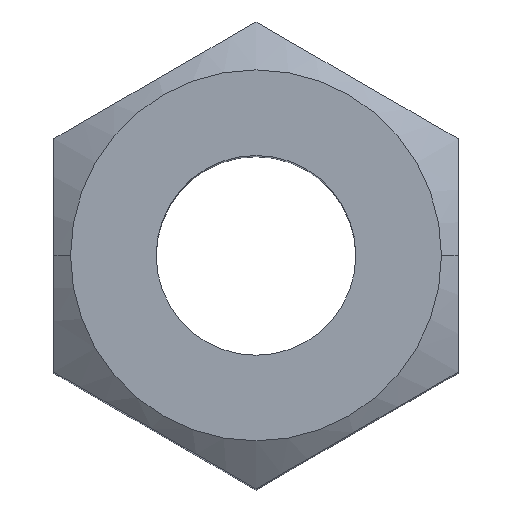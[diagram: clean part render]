
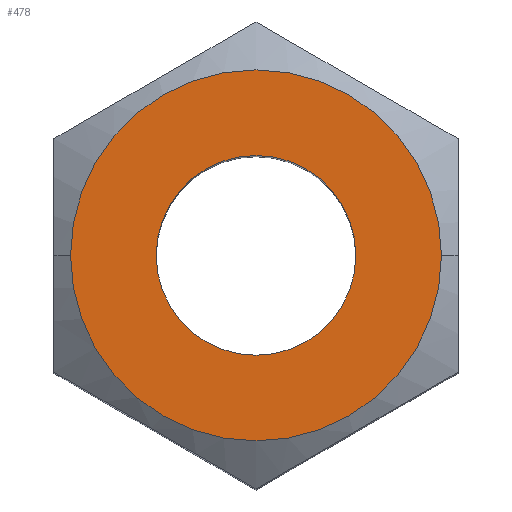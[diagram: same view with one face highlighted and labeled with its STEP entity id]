
A CAD part, top view. The second image highlights one B-rep face of the part: STEP entity #478.
In plain terms, the highlighted planar face has unit normal (0, 0, 1).
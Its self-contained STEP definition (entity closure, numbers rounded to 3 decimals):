
#19 = ORIENTED_EDGE ( 'NONE', *, *, #224, .F. ) ;
#25 = VERTEX_POINT ( 'NONE', #277 ) ;
#30 = AXIS2_PLACEMENT_3D ( 'NONE', #433, #391, #293 ) ;
#35 = EDGE_CURVE ( 'NONE', #248, #25, #295, .T. ) ;
#43 = VERTEX_POINT ( 'NONE', #384 ) ;
#45 = CARTESIAN_POINT ( 'NONE',  ( 0., 0., 30. ) ) ;
#55 = AXIS2_PLACEMENT_3D ( 'NONE', #45, #608, #182 ) ;
#66 = EDGE_LOOP ( 'NONE', ( #143, #300 ) ) ;
#69 = AXIS2_PLACEMENT_3D ( 'NONE', #195, #197, #199 ) ;
#76 = EDGE_CURVE ( 'NONE', #25, #248, #374, .T. ) ;
#94 = CIRCLE ( 'NONE', #358, 4.2 ) ;
#108 = CIRCLE ( 'NONE', #69, 4.2 ) ;
#143 = ORIENTED_EDGE ( 'NONE', *, *, #35, .F. ) ;
#162 = ORIENTED_EDGE ( 'NONE', *, *, #490, .F. ) ;
#182 = DIRECTION ( 'NONE',  ( -1., 0., 0. ) ) ;
#184 = DIRECTION ( 'NONE',  ( 0., 0., -1. ) ) ;
#195 = CARTESIAN_POINT ( 'NONE',  ( 0., 0., 30. ) ) ;
#197 = DIRECTION ( 'NONE',  ( 0., 0., 1. ) ) ;
#199 = DIRECTION ( 'NONE',  ( 1., 0., 0. ) ) ;
#224 = EDGE_CURVE ( 'NONE', #623, #43, #94, .T. ) ;
#248 = VERTEX_POINT ( 'NONE', #557 ) ;
#277 = CARTESIAN_POINT ( 'NONE',  ( 7.799, 0., 30. ) ) ;
#293 = DIRECTION ( 'NONE',  ( 1., 0., 0. ) ) ;
#295 = CIRCLE ( 'NONE', #598, 7.799 ) ;
#298 = FACE_OUTER_BOUND ( 'NONE', #66, .T. ) ;
#300 = ORIENTED_EDGE ( 'NONE', *, *, #76, .F. ) ;
#358 = AXIS2_PLACEMENT_3D ( 'NONE', #594, #360, #604 ) ;
#360 = DIRECTION ( 'NONE',  ( 0., 0., 1. ) ) ;
#374 = CIRCLE ( 'NONE', #55, 7.799 ) ;
#384 = CARTESIAN_POINT ( 'NONE',  ( -4.2, 0., 30. ) ) ;
#391 = DIRECTION ( 'NONE',  ( 0., 0., 1. ) ) ;
#406 = EDGE_LOOP ( 'NONE', ( #19, #162 ) ) ;
#433 = CARTESIAN_POINT ( 'NONE',  ( 0., 0., 30. ) ) ;
#436 = FACE_BOUND ( 'NONE', #406, .T. ) ;
#471 = DIRECTION ( 'NONE',  ( -1., 0., 0. ) ) ;
#478 = ADVANCED_FACE ( 'NONE', ( #436, #298 ), #576, .T. ) ;
#490 = EDGE_CURVE ( 'NONE', #43, #623, #108, .T. ) ;
#557 = CARTESIAN_POINT ( 'NONE',  ( -7.799, 0., 30. ) ) ;
#576 = PLANE ( 'NONE',  #30 ) ;
#590 = CARTESIAN_POINT ( 'NONE',  ( 4.2, 0., 30. ) ) ;
#594 = CARTESIAN_POINT ( 'NONE',  ( 0., 0., 30. ) ) ;
#598 = AXIS2_PLACEMENT_3D ( 'NONE', #611, #184, #471 ) ;
#604 = DIRECTION ( 'NONE',  ( 1., 0., 0. ) ) ;
#608 = DIRECTION ( 'NONE',  ( 0., 0., -1. ) ) ;
#611 = CARTESIAN_POINT ( 'NONE',  ( 0., 0., 30. ) ) ;
#623 = VERTEX_POINT ( 'NONE', #590 ) ;
